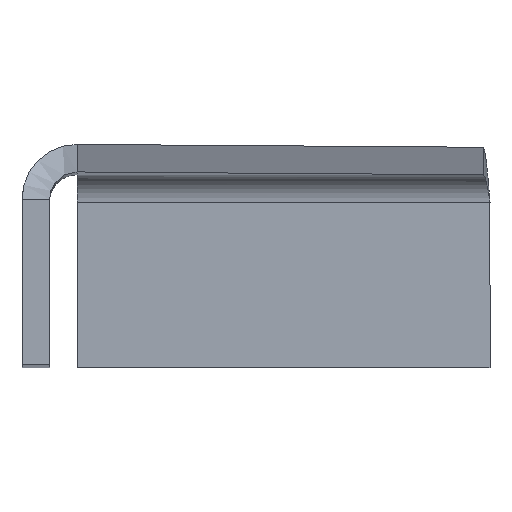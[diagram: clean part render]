
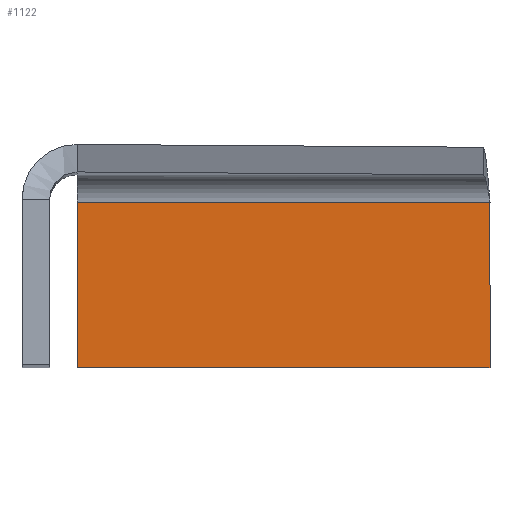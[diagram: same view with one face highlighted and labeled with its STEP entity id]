
A CAD part, top view. The second image highlights one B-rep face of the part: STEP entity #1122.
In plain terms, the highlighted planar face has unit normal (0, 0, 1).
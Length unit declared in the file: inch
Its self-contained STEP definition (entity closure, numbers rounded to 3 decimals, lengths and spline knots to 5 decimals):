
#10 = EDGE_CURVE ( 'NONE', #513, #1176, #1370, .T. ) ;
#72 = DIRECTION ( 'NONE',  ( 0., 1., 0. ) ) ;
#85 = AXIS2_PLACEMENT_3D ( 'NONE', #1338, #865, #72 ) ;
#199 = DIRECTION ( 'NONE',  ( 1., 0., 0. ) ) ;
#205 = VECTOR ( 'NONE', #752, 39.37008 ) ;
#243 = VECTOR ( 'NONE', #1298, 39.37008 ) ;
#367 = LINE ( 'NONE', #1227, #444 ) ;
#380 = ORIENTED_EDGE ( 'NONE', *, *, #10, .T. ) ;
#389 = PLANE ( 'NONE',  #85 ) ;
#413 = DIRECTION ( 'NONE',  ( 1., 0., 0. ) ) ;
#435 = VECTOR ( 'NONE', #199, 39.37008 ) ;
#444 = VECTOR ( 'NONE', #413, 39.37008 ) ;
#513 = VERTEX_POINT ( 'NONE', #695 ) ;
#537 = CARTESIAN_POINT ( 'NONE',  ( 1., -1., -2.5 ) ) ;
#645 = VERTEX_POINT ( 'NONE', #808 ) ;
#680 = FACE_OUTER_BOUND ( 'NONE', #1281, .T. ) ;
#695 = CARTESIAN_POINT ( 'NONE',  ( -0.875, -0.25, -2.5 ) ) ;
#752 = DIRECTION ( 'NONE',  ( 0., 1., 0. ) ) ;
#808 = CARTESIAN_POINT ( 'NONE',  ( 1., -0.25, -2.5 ) ) ;
#835 = CARTESIAN_POINT ( 'NONE',  ( -0.875, -1., -2.5 ) ) ;
#851 = VERTEX_POINT ( 'NONE', #1190 ) ;
#865 = DIRECTION ( 'NONE',  ( 0., 0., -1. ) ) ;
#910 = ORIENTED_EDGE ( 'NONE', *, *, #947, .T. ) ;
#947 = EDGE_CURVE ( 'NONE', #851, #645, #1159, .T. ) ;
#1026 = EDGE_CURVE ( 'NONE', #1176, #851, #1041, .T. ) ;
#1041 = LINE ( 'NONE', #537, #435 ) ;
#1108 = CARTESIAN_POINT ( 'NONE',  ( -0.875, -1., -2.5 ) ) ;
#1122 = ADVANCED_FACE ( 'NONE', ( #680 ), #389, .F. ) ;
#1159 = LINE ( 'NONE', #1197, #205 ) ;
#1176 = VERTEX_POINT ( 'NONE', #1108 ) ;
#1180 = EDGE_CURVE ( 'NONE', #513, #645, #367, .T. ) ;
#1190 = CARTESIAN_POINT ( 'NONE',  ( 1., -1., -2.5 ) ) ;
#1197 = CARTESIAN_POINT ( 'NONE',  ( 1., -0.125, -2.5 ) ) ;
#1207 = ORIENTED_EDGE ( 'NONE', *, *, #1180, .F. ) ;
#1227 = CARTESIAN_POINT ( 'NONE',  ( -0.875, -0.25, -2.5 ) ) ;
#1276 = ORIENTED_EDGE ( 'NONE', *, *, #1026, .T. ) ;
#1281 = EDGE_LOOP ( 'NONE', ( #1207, #380, #1276, #910 ) ) ;
#1298 = DIRECTION ( 'NONE',  ( 0., -1., 0. ) ) ;
#1338 = CARTESIAN_POINT ( 'NONE',  ( 0., 0., -2.5 ) ) ;
#1370 = LINE ( 'NONE', #835, #243 ) ;
